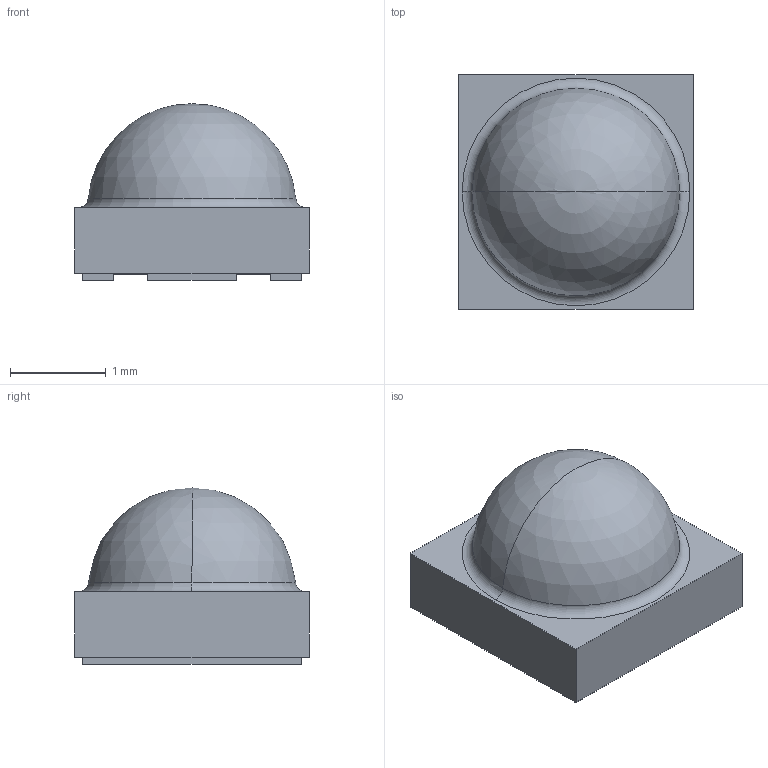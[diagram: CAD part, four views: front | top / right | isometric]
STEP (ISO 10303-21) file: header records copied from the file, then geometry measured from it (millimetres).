
FILE_DESCRIPTION((''),'2;1');
FILE_NAME('XLAMP_XB-D','2011-09-21T',('myoumans'),(''),'PRO/ENGINEER BY PARAMETRIC TECHNOLOGY CORPORATION, 2009220','PRO/ENGINEER BY PARAMETRIC TECHNOLOGY CORPORATION, 2009220','');
FILE_SCHEMA(('CONFIG_CONTROL_DESIGN'));
Length unit declared in the file: millimetre
Products named in the file (1): XLAMP_XB-D
Bounding box: 2.45 x 2.45 x 1.84 mm (x, y, z)
Volume: 7 mm3; surface area: 24.3 mm2
Topology: 1 solids, 1 shells, 47 faces, 114 edges, 73 vertices
Faces by surface type: plane 27, cylinder 8, cone 8, torus 2, sphere 2
Entity records: 1400 total; most frequent: DIRECTION 242, CARTESIAN_POINT 232, ORIENTED_EDGE 224, EDGE_CURVE 112, AXIS2_PLACEMENT_3D 83, VECTOR 76, LINE 76, VERTEX_POINT 73
